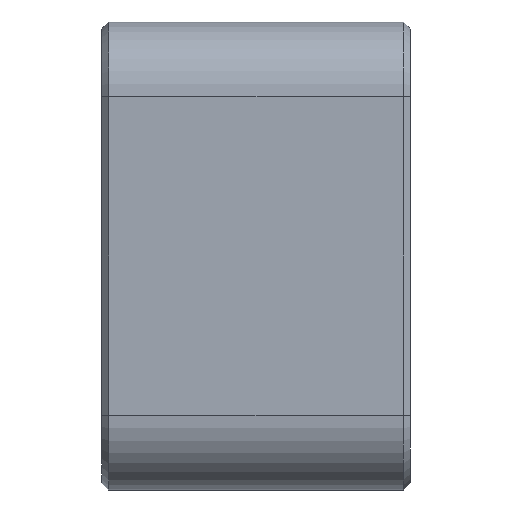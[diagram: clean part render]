
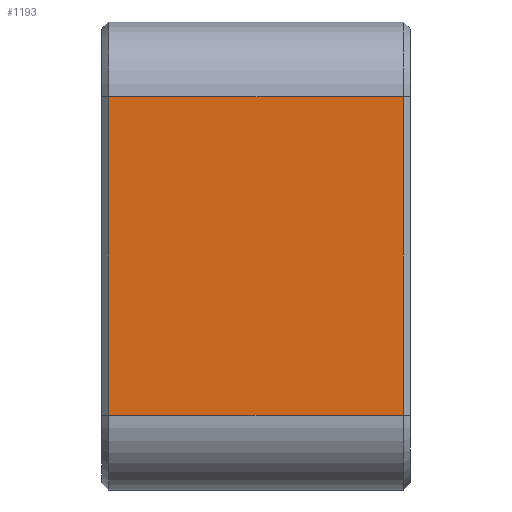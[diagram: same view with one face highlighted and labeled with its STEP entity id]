
A CAD part, left-side view. The second image highlights one B-rep face of the part: STEP entity #1193.
In plain terms, the highlighted planar face has unit normal (-1, 0, 0).
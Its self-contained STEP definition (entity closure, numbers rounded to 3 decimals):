
#51=LINE('',#1646,#122);
#52=LINE('',#1649,#123);
#53=LINE('',#1651,#124);
#54=LINE('',#1653,#125);
#122=VECTOR('',#1386,1000.);
#123=VECTOR('',#1387,1000.);
#124=VECTOR('',#1388,1000.);
#125=VECTOR('',#1389,1000.);
#182=PLANE('',#1263);
#233=ORIENTED_EDGE('',*,*,#459,.T.);
#234=ORIENTED_EDGE('',*,*,#460,.T.);
#235=ORIENTED_EDGE('',*,*,#461,.T.);
#236=ORIENTED_EDGE('',*,*,#462,.T.);
#459=EDGE_CURVE('',#572,#573,#51,.T.);
#460=EDGE_CURVE('',#573,#574,#52,.T.);
#461=EDGE_CURVE('',#574,#575,#53,.F.);
#462=EDGE_CURVE('',#575,#572,#54,.T.);
#572=VERTEX_POINT('',#1647);
#573=VERTEX_POINT('',#1648);
#574=VERTEX_POINT('',#1650);
#575=VERTEX_POINT('',#1652);
#666=EDGE_LOOP('',(#233,#234,#235,#236));
#739=FACE_BOUND('',#666,.T.);
#1193=ADVANCED_FACE('',(#739),#182,.F.);
#1263=AXIS2_PLACEMENT_3D('',#1645,#1384,#1385);
#1384=DIRECTION('',(1.,0.,0.));
#1385=DIRECTION('',(0.,0.,-1.));
#1386=DIRECTION('',(0.,1.,0.));
#1387=DIRECTION('',(0.,0.,-1.));
#1388=DIRECTION('',(0.,1.,0.));
#1389=DIRECTION('',(0.,0.,1.));
#1645=CARTESIAN_POINT('',(-25.,-33.,25.));
#1646=CARTESIAN_POINT('',(-25.,-33.,17.));
#1647=CARTESIAN_POINT('',(-25.,-32.25,17.));
#1648=CARTESIAN_POINT('',(-25.,-0.75,17.));
#1649=CARTESIAN_POINT('',(-25.,-0.75,25.));
#1650=CARTESIAN_POINT('',(-25.,-0.75,-17.));
#1651=CARTESIAN_POINT('',(-25.,-33.,-17.));
#1652=CARTESIAN_POINT('',(-25.,-32.25,-17.));
#1653=CARTESIAN_POINT('',(-25.,-32.25,17.));
